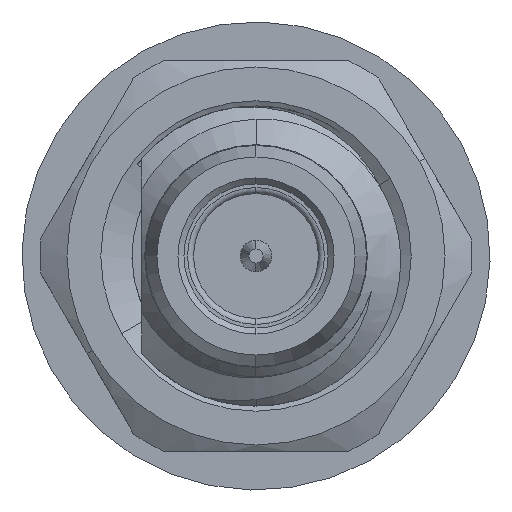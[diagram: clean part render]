
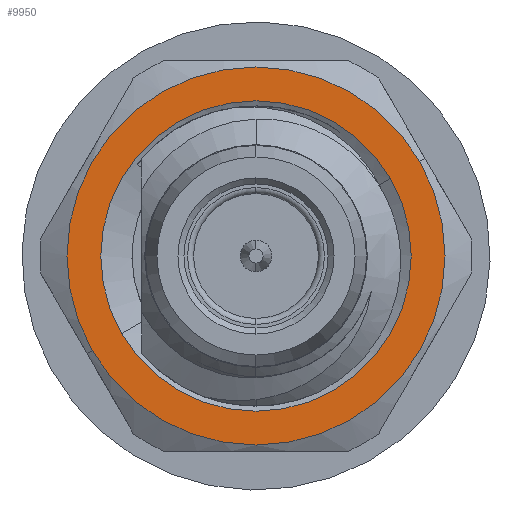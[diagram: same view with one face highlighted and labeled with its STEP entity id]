
A CAD part, left-side view. The second image highlights one B-rep face of the part: STEP entity #9950.
In plain terms, the highlighted planar face has unit normal (-1, 0, 0).
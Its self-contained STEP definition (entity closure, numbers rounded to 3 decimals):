
#11 = AXIS2_PLACEMENT_3D ( 'NONE', #11172, #11157, #11152 ) ;
#276 = DIRECTION ( 'NONE',  ( 0., -0.866, 0.5 ) ) ;
#387 = DIRECTION ( 'NONE',  ( 1., 0., 0. ) ) ;
#502 = CARTESIAN_POINT ( 'NONE',  ( 6.734, 0., 0. ) ) ;
#506 = DIRECTION ( 'NONE',  ( 1., 0., 0. ) ) ;
#547 = ORIENTED_EDGE ( 'NONE', *, *, #1809, .T. ) ;
#831 = FACE_OUTER_BOUND ( 'NONE', #5769, .T. ) ;
#1809 = EDGE_CURVE ( 'NONE', #5776, #10291, #2604, .T. ) ;
#2604 = CIRCLE ( 'NONE', #14193, 2.587 ) ;
#3595 = CIRCLE ( 'NONE', #11, 3.15 ) ;
#3610 = EDGE_CURVE ( 'NONE', #10291, #5776, #7685, .T. ) ;
#4185 = EDGE_CURVE ( 'NONE', #8061, #4566, #3595, .T. ) ;
#4566 = VERTEX_POINT ( 'NONE', #8108 ) ;
#4788 = AXIS2_PLACEMENT_3D ( 'NONE', #502, #387, #276 ) ;
#4830 = CARTESIAN_POINT ( 'NONE',  ( 6.734, 0., 0. ) ) ;
#5027 = ORIENTED_EDGE ( 'NONE', *, *, #3610, .T. ) ;
#5282 = AXIS2_PLACEMENT_3D ( 'NONE', #4830, #12857, #6039 ) ;
#5769 = EDGE_LOOP ( 'NONE', ( #14824, #9635 ) ) ;
#5776 = VERTEX_POINT ( 'NONE', #13582 ) ;
#6039 = DIRECTION ( 'NONE',  ( 0., -0.866, 0.5 ) ) ;
#7333 = CARTESIAN_POINT ( 'NONE',  ( 6.734, 2.728, -1.575 ) ) ;
#7359 = CIRCLE ( 'NONE', #13421, 3.15 ) ;
#7490 = CARTESIAN_POINT ( 'NONE',  ( 6.734, 0., 0. ) ) ;
#7685 = CIRCLE ( 'NONE', #4788, 2.587 ) ;
#7876 = CARTESIAN_POINT ( 'NONE',  ( 6.734, 0., 0. ) ) ;
#7927 = DIRECTION ( 'NONE',  ( 1., 0., 0. ) ) ;
#7950 = EDGE_LOOP ( 'NONE', ( #547, #5027 ) ) ;
#7974 = DIRECTION ( 'NONE',  ( 0., -0.866, 0.5 ) ) ;
#8061 = VERTEX_POINT ( 'NONE', #7333 ) ;
#8108 = CARTESIAN_POINT ( 'NONE',  ( 6.734, -2.728, 1.575 ) ) ;
#8651 = DIRECTION ( 'NONE',  ( 0., 0.866, -0.5 ) ) ;
#9411 = FACE_BOUND ( 'NONE', #7950, .T. ) ;
#9635 = ORIENTED_EDGE ( 'NONE', *, *, #11608, .F. ) ;
#9848 = CARTESIAN_POINT ( 'NONE',  ( 6.734, 2.24, -1.293 ) ) ;
#9950 = ADVANCED_FACE ( 'NONE', ( #9411, #831 ), #11691, .T. ) ;
#10291 = VERTEX_POINT ( 'NONE', #9848 ) ;
#11152 = DIRECTION ( 'NONE',  ( 0., 0.866, -0.5 ) ) ;
#11157 = DIRECTION ( 'NONE',  ( 1., 0., 0. ) ) ;
#11172 = CARTESIAN_POINT ( 'NONE',  ( 6.734, 0., 0. ) ) ;
#11608 = EDGE_CURVE ( 'NONE', #4566, #8061, #7359, .T. ) ;
#11691 = PLANE ( 'NONE',  #5282 ) ;
#12857 = DIRECTION ( 'NONE',  ( -1., 0., 0. ) ) ;
#13421 = AXIS2_PLACEMENT_3D ( 'NONE', #7490, #506, #8651 ) ;
#13582 = CARTESIAN_POINT ( 'NONE',  ( 6.734, -2.24, 1.293 ) ) ;
#14193 = AXIS2_PLACEMENT_3D ( 'NONE', #7876, #7927, #7974 ) ;
#14824 = ORIENTED_EDGE ( 'NONE', *, *, #4185, .F. ) ;
